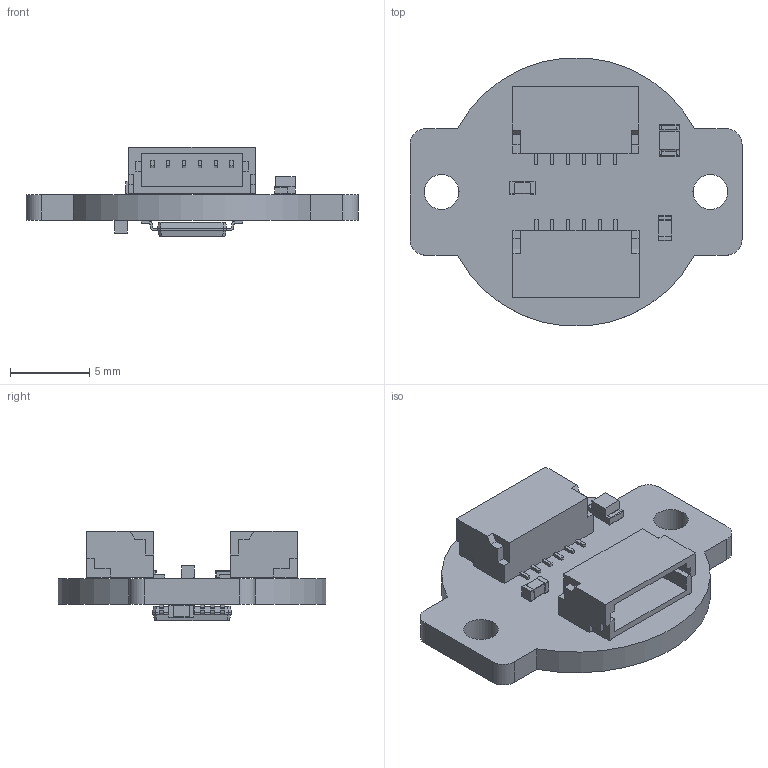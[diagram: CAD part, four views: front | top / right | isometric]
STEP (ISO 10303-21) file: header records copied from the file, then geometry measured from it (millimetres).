
FILE_DESCRIPTION(('KiCad electronic assembly'),'2;1');
FILE_NAME('Encoder_SPI_AS5047P.step','2024-03-21T12:34:08',('Pcbnew'),( 'Kicad'),'Open CASCADE STEP processor 7.7','KiCad to STEP converter' ,'Unknown');
FILE_SCHEMA(('AUTOMOTIVE_DESIGN { 1 0 10303 214 1 1 1 1 }'));
Length unit declared in the file: millimetre
Products named in the file (12): Encoder_SPI_AS5047P 1; SM06B-SRSS-TB; SM06B-SRSS; R_0603_1608Metric; LED_0805_2012Metric; C_0603_1608Metric; TSSOP-14_4.4x5mm_P0.65mm; TSSOP_14_44x5mm_P065mm; Encoder_SPI_AS5047P_PCB
Assembly tree (13 placements, depth 3):
  Encoder_SPI_AS5047P 1
    SM06B-SRSS-TB  x2
      SM06B-SRSS
    R_0603_1608Metric
      R_0603_1608Metric
    LED_0805_2012Metric
      LED_0805_2012Metric
    C_0603_1608Metric  x2
      C_0603_1608Metric
    TSSOP-14_4.4x5mm_P0.65mm
      TSSOP_14_44x5mm_P065mm
    Encoder_SPI_AS5047P_PCB
Bounding box: 21 x 16.94 x 5.66 mm (x, y, z)
Volume: 546.1 mm3; surface area: 1155.4 mm2
Topology: 8 solids, 8 shells, 616 faces, 1644 edges, 1064 vertices
Faces by surface type: plane 473, cylinder 105, bspline 38
Full cylindrical faces by diameter (mm): 0.5 x1, 2.2 x2
Entity records: 18008 total; most frequent: CARTESIAN_POINT 2719, ORIENTED_EDGE 2536, DIRECTION 2328, EDGE_CURVE 1268, LINE 1050, VECTOR 1050, VERTEX_POINT 814, AXIS2_PLACEMENT_3D 639
